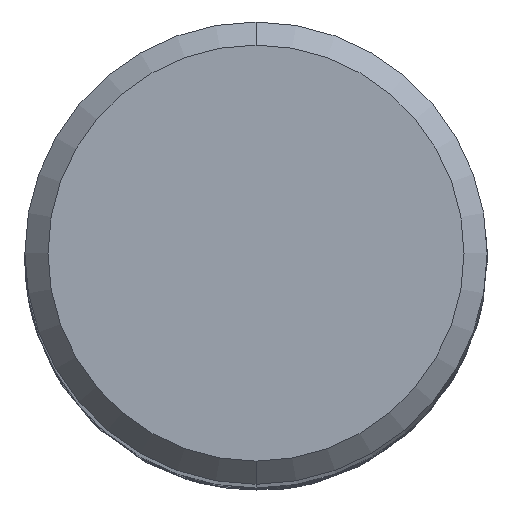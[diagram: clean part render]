
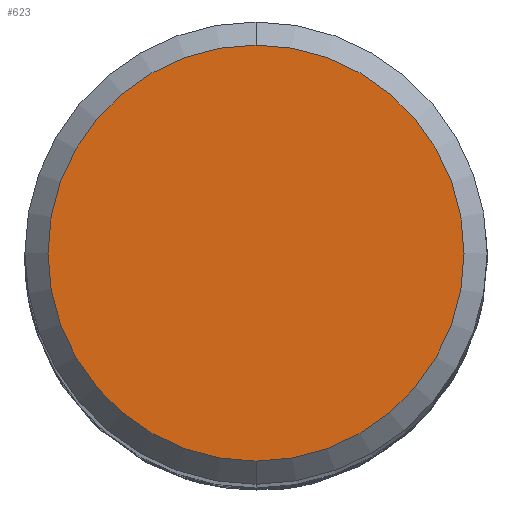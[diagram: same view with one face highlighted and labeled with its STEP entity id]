
A CAD part, top view. The second image highlights one B-rep face of the part: STEP entity #623.
In plain terms, the highlighted planar face has unit normal (0, 0, 1).
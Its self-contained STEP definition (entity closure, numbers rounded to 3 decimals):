
#623=ADVANCED_FACE('',(#1799),#1800,.T.);
#1313=EDGE_CURVE('',#1711,#1475,#2554,.T.);
#1475=VERTEX_POINT('',#2734);
#1507=EDGE_CURVE('',#1475,#1711,#2768,.T.);
#1711=VERTEX_POINT('',#2988);
#1799=FACE_OUTER_BOUND('',#3134,.T.);
#1800=PLANE('',#3135);
#2554=CIRCLE('',#11281,4.5);
#2734=CARTESIAN_POINT('',(0.0,4.5,0.0));
#2768=CIRCLE('',#14074,4.5);
#2988=CARTESIAN_POINT('',(0.,-4.5,0.0));
#3134=EDGE_LOOP('',(#17160,#17161));
#3135=AXIS2_PLACEMENT_3D('',#17162,#17163,#17164);
#11281=AXIS2_PLACEMENT_3D('',#17916,#17917,#17918);
#14074=AXIS2_PLACEMENT_3D('',#18110,#18111,#18112);
#17160=ORIENTED_EDGE('',*,*,#1507,.F.);
#17161=ORIENTED_EDGE('',*,*,#1313,.F.);
#17162=CARTESIAN_POINT('',(0.0,2.25,0.0));
#17163=DIRECTION('',(-0.0,0.0,1.0));
#17164=DIRECTION('',(0.0,-1.0,0.0));
#17916=CARTESIAN_POINT('',(0.0,0.0,0.0));
#17917=DIRECTION('',(0.0,0.0,-1.0));
#17918=DIRECTION('',(0.0,1.0,0.0));
#18110=CARTESIAN_POINT('',(0.0,0.0,0.0));
#18111=DIRECTION('',(0.0,0.0,-1.0));
#18112=DIRECTION('',(0.0,1.0,0.0));
